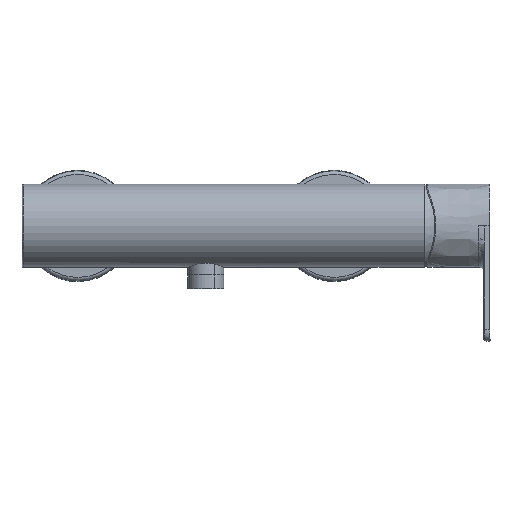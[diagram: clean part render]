
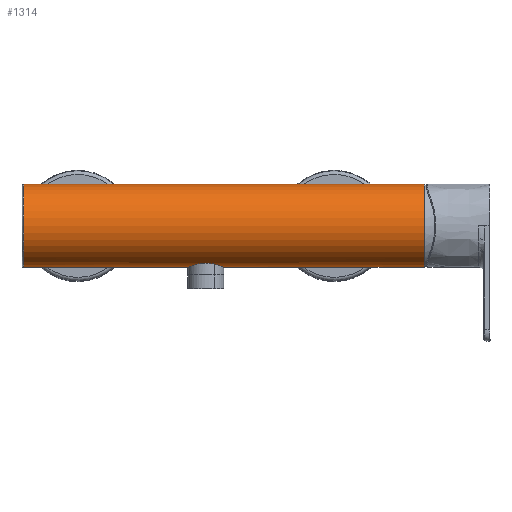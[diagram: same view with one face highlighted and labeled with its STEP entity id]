
A CAD part, top view. The second image highlights one B-rep face of the part: STEP entity #1314.
In plain terms, the highlighted cylindrical face has radius 24.25 mm (diameter 48.5 mm), a partial arc.
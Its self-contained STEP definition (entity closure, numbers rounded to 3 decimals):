
#70 = CARTESIAN_POINT ( 'NONE',  ( -10.47, -24.237, 0.911 ) ) ;
#431 = CARTESIAN_POINT ( 'NONE',  ( 127.5, 24.25, 0. ) ) ;
#612 = CARTESIAN_POINT ( 'NONE',  ( 8.771, -23.552, 5.792 ) ) ;
#729 = EDGE_CURVE ( 'NONE', #9457, #5835, #8547, .T. ) ;
#1017 = VERTEX_POINT ( 'NONE', #10452 ) ;
#1314 = ADVANCED_FACE ( 'NONE', ( #7990 ), #2586, .T. ) ;
#1468 = EDGE_CURVE ( 'NONE', #20506, #9373, #19557, .T. ) ;
#1533 = LINE ( 'NONE', #7956, #18012 ) ;
#1563 = CARTESIAN_POINT ( 'NONE',  ( 4.641, -22.343, 9.429 ) ) ;
#1636 = CARTESIAN_POINT ( 'NONE',  ( -5.005, -22.421, 9.241 ) ) ;
#1639 = CARTESIAN_POINT ( 'NONE',  ( 127.5, 24.25, 0. ) ) ;
#1767 = ORIENTED_EDGE ( 'NONE', *, *, #15538, .F. ) ;
#1840 = ORIENTED_EDGE ( 'NONE', *, *, #6085, .F. ) ;
#2441 = AXIS2_PLACEMENT_3D ( 'NONE', #17781, #15907, #7858 ) ;
#2514 = EDGE_LOOP ( 'NONE', ( #5029, #13084, #9672, #1767, #1840, #7722, #10674 ) ) ;
#2586 = CYLINDRICAL_SURFACE ( 'NONE', #2441, 24.25 ) ;
#2606 = CARTESIAN_POINT ( 'NONE',  ( 5.837, -22.622, 8.74 ) ) ;
#2668 = CARTESIAN_POINT ( 'NONE',  ( 5.442, -22.523, 8.992 ) ) ;
#2883 = CARTESIAN_POINT ( 'NONE',  ( 7.61, -23.143, 7.25 ) ) ;
#3023 = CARTESIAN_POINT ( 'NONE',  ( -3.341, -22.108, 9.965 ) ) ;
#3092 = CARTESIAN_POINT ( 'NONE',  ( -2.024, -21.948, 10.313 ) ) ;
#3222 = EDGE_CURVE ( 'NONE', #7011, #20506, #16984, .T. ) ;
#3311 = CARTESIAN_POINT ( 'NONE',  ( -1.12, -21.883, 10.45 ) ) ;
#4444 = CARTESIAN_POINT ( 'NONE',  ( 6.59, -22.828, 8.188 ) ) ;
#4652 = CARTESIAN_POINT ( 'NONE',  ( -10.5, -24.25, 0. ) ) ;
#4867 = CARTESIAN_POINT ( 'NONE',  ( 4.235, -22.262, 9.619 ) ) ;
#4943 = CARTESIAN_POINT ( 'NONE',  ( -7.185, -23.007, 7.67 ) ) ;
#5029 = ORIENTED_EDGE ( 'NONE', *, *, #8456, .T. ) ;
#5602 = DIRECTION ( 'NONE',  ( 0., -1., 0. ) ) ;
#5835 = VERTEX_POINT ( 'NONE', #20052 ) ;
#5850 = AXIS2_PLACEMENT_3D ( 'NONE', #13861, #7123, #5602 ) ;
#6069 = DIRECTION ( 'NONE',  ( -1., 0., 0. ) ) ;
#6085 = EDGE_CURVE ( 'NONE', #17578, #1017, #14718, .T. ) ;
#6129 = CARTESIAN_POINT ( 'NONE',  ( -106.5, 24.25, 0. ) ) ;
#6507 = CARTESIAN_POINT ( 'NONE',  ( -4.605, -22.335, 9.447 ) ) ;
#6587 = CARTESIAN_POINT ( 'NONE',  ( -5.773, -22.605, 8.782 ) ) ;
#7011 = VERTEX_POINT ( 'NONE', #431 ) ;
#7123 = DIRECTION ( 'NONE',  ( 1., 0., 0. ) ) ;
#7179 = VECTOR ( 'NONE', #14903, 1000. ) ;
#7485 = CARTESIAN_POINT ( 'NONE',  ( 9.461, -23.818, 4.577 ) ) ;
#7722 = ORIENTED_EDGE ( 'NONE', *, *, #16594, .F. ) ;
#7856 = CIRCLE ( 'NONE', #21209, 24.25 ) ;
#7858 = DIRECTION ( 'NONE',  ( 0., -1., 0. ) ) ;
#7956 = CARTESIAN_POINT ( 'NONE',  ( 127.5, -24.25, 0. ) ) ;
#7990 = FACE_OUTER_BOUND ( 'NONE', #2514, .T. ) ;
#8126 = CARTESIAN_POINT ( 'NONE',  ( -0.656, -21.864, 10.49 ) ) ;
#8199 = CARTESIAN_POINT ( 'NONE',  ( -6.849, -22.904, 7.971 ) ) ;
#8276 = CARTESIAN_POINT ( 'NONE',  ( -8.1, -23.31, 6.696 ) ) ;
#8456 = EDGE_CURVE ( 'NONE', #9457, #7011, #7856, .T. ) ;
#8547 = LINE ( 'NONE', #19164, #15238 ) ;
#8956 = CARTESIAN_POINT ( 'NONE',  ( 9.991, -24.034, 3.265 ) ) ;
#9217 = DIRECTION ( 'NONE',  ( -1., 0., 0. ) ) ;
#9317 = CARTESIAN_POINT ( 'NONE',  ( 6.944, -22.933, 7.89 ) ) ;
#9373 = VERTEX_POINT ( 'NONE', #12744 ) ;
#9457 = VERTEX_POINT ( 'NONE', #18035 ) ;
#9672 = ORIENTED_EDGE ( 'NONE', *, *, #1468, .T. ) ;
#9736 = CARTESIAN_POINT ( 'NONE',  ( -6.142, -22.703, 8.528 ) ) ;
#9787 = DIRECTION ( 'NONE',  ( -1., 0., 0. ) ) ;
#9811 = CARTESIAN_POINT ( 'NONE',  ( -2.468, -21.994, 10.216 ) ) ;
#9958 = CARTESIAN_POINT ( 'NONE',  ( -9.907, -23.998, 3.595 ) ) ;
#10452 = CARTESIAN_POINT ( 'NONE',  ( -10.5, -24.25, 0. ) ) ;
#10509 = CARTESIAN_POINT ( 'NONE',  ( 9.249, -23.734, 4.992 ) ) ;
#10674 = ORIENTED_EDGE ( 'NONE', *, *, #729, .F. ) ;
#10880 = DIRECTION ( 'NONE',  ( 0., -1., 0. ) ) ;
#11325 = CARTESIAN_POINT ( 'NONE',  ( -9.564, -23.856, 4.427 ) ) ;
#11469 = CARTESIAN_POINT ( 'NONE',  ( 5.034, -22.431, 9.215 ) ) ;
#11946 = B_SPLINE_CURVE_WITH_KNOTS ( 'NONE', 3,
 ( #15492, #18790, #18924, #8956, #17341, #7485, #10509, #612, #12160, #17410, #2883, #9317, #4444, #2606, #2668, #12633 ),
 .UNSPECIFIED., .F., .F.,
 ( 4, 2, 2, 2, 2, 2, 2, 4 ),
 ( 0., 0.003, 0.004, 0.006, 0.007, 0.009, 0.01, 0.011 ),
 .UNSPECIFIED. ) ;
#12160 = CARTESIAN_POINT ( 'NONE',  ( 8.502, -23.453, 6.179 ) ) ;
#12471 = CARTESIAN_POINT ( 'NONE',  ( 127.5, 0., 0. ) ) ;
#12633 = CARTESIAN_POINT ( 'NONE',  ( 5.034, -22.431, 9.215 ) ) ;
#12744 = CARTESIAN_POINT ( 'NONE',  ( -106.5, -24.25, 0. ) ) ;
#13049 = CARTESIAN_POINT ( 'NONE',  ( -8.89, -23.597, 5.605 ) ) ;
#13084 = ORIENTED_EDGE ( 'NONE', *, *, #3222, .T. ) ;
#13861 = CARTESIAN_POINT ( 'NONE',  ( -106.5, 0., 0. ) ) ;
#14718 = B_SPLINE_CURVE_WITH_KNOTS ( 'NONE', 3,
 ( #11469, #1563, #4867, #18117, #19690, #19543, #16311, #8126, #3311, #3092, #9811, #3023, #21211, #6507, #1636, #6587, #9736, #8199, #4943, #17821, #8276, #19764, #13049, #11325, #9958, #14820, #21136, #70, #21286, #4652 ),
 .UNSPECIFIED., .F., .F.,
 ( 4, 2, 2, 2, 2, 2, 2, 2, 2, 2, 2, 2, 2, 2, 4 ),
 ( 0.011, 0.013, 0.014, 0.017, 0.018, 0.02, 0.021, 0.022, 0.024, 0.025, 0.026, 0.028, 0.031, 0.032, 0.033 ),
 .UNSPECIFIED. ) ;
#14820 = CARTESIAN_POINT ( 'NONE',  ( -10.261, -24.147, 2.274 ) ) ;
#14903 = DIRECTION ( 'NONE',  ( -1., 0., 0. ) ) ;
#15238 = VECTOR ( 'NONE', #6069, 1000. ) ;
#15492 = CARTESIAN_POINT ( 'NONE',  ( 10.5, -24.25, 0. ) ) ;
#15538 = EDGE_CURVE ( 'NONE', #1017, #9373, #1533, .T. ) ;
#15907 = DIRECTION ( 'NONE',  ( -1., 0., 0. ) ) ;
#16311 = CARTESIAN_POINT ( 'NONE',  ( 0.72, -21.852, 10.515 ) ) ;
#16594 = EDGE_CURVE ( 'NONE', #5835, #17578, #11946, .T. ) ;
#16984 = LINE ( 'NONE', #1639, #7179 ) ;
#17211 = CARTESIAN_POINT ( 'NONE',  ( 5.034, -22.431, 9.215 ) ) ;
#17341 = CARTESIAN_POINT ( 'NONE',  ( 9.832, -23.968, 3.715 ) ) ;
#17410 = CARTESIAN_POINT ( 'NONE',  ( 7.921, -23.248, 6.908 ) ) ;
#17578 = VERTEX_POINT ( 'NONE', #17211 ) ;
#17781 = CARTESIAN_POINT ( 'NONE',  ( 127.5, 0., 0. ) ) ;
#17821 = CARTESIAN_POINT ( 'NONE',  ( -7.809, -23.21, 7.033 ) ) ;
#18012 = VECTOR ( 'NONE', #9787, 1000. ) ;
#18035 = CARTESIAN_POINT ( 'NONE',  ( 127.5, -24.25, 0. ) ) ;
#18117 = CARTESIAN_POINT ( 'NONE',  ( 3.395, -22.117, 9.946 ) ) ;
#18790 = CARTESIAN_POINT ( 'NONE',  ( 10.5, -24.25, 0.961 ) ) ;
#18924 = CARTESIAN_POINT ( 'NONE',  ( 10.371, -24.193, 1.896 ) ) ;
#19164 = CARTESIAN_POINT ( 'NONE',  ( 127.5, -24.25, 0. ) ) ;
#19543 = CARTESIAN_POINT ( 'NONE',  ( 1.624, -21.901, 10.414 ) ) ;
#19557 = CIRCLE ( 'NONE', #5850, 24.25 ) ;
#19690 = CARTESIAN_POINT ( 'NONE',  ( 2.959, -22.054, 10.085 ) ) ;
#19764 = CARTESIAN_POINT ( 'NONE',  ( -8.64, -23.503, 5.983 ) ) ;
#20052 = CARTESIAN_POINT ( 'NONE',  ( 10.5, -24.25, 0. ) ) ;
#20506 = VERTEX_POINT ( 'NONE', #6129 ) ;
#21136 = CARTESIAN_POINT ( 'NONE',  ( -10.351, -24.186, 1.819 ) ) ;
#21209 = AXIS2_PLACEMENT_3D ( 'NONE', #12471, #9217, #10880 ) ;
#21211 = CARTESIAN_POINT ( 'NONE',  ( -3.772, -22.178, 9.81 ) ) ;
#21286 = CARTESIAN_POINT ( 'NONE',  ( -10.5, -24.25, 0.456 ) ) ;
